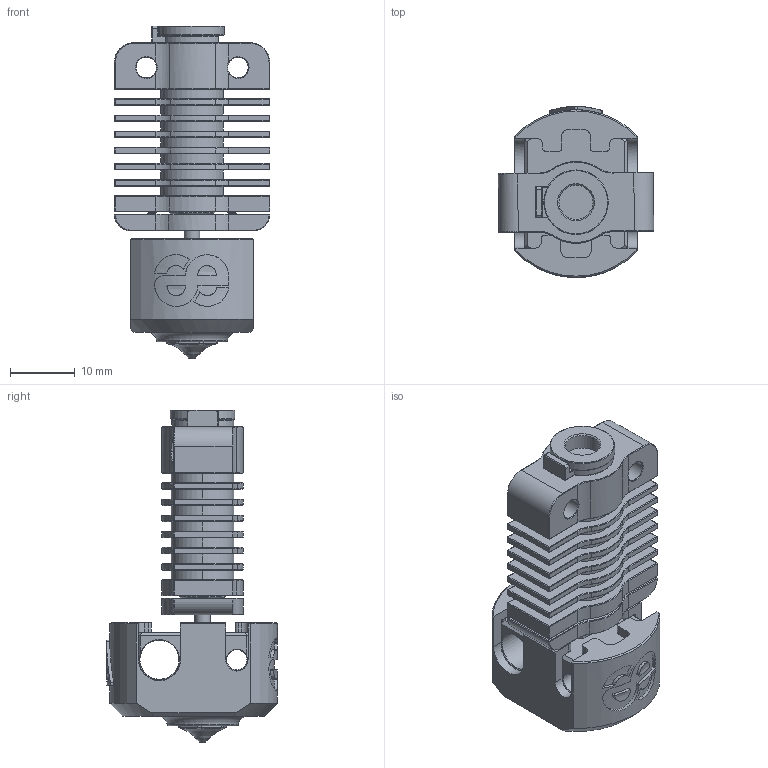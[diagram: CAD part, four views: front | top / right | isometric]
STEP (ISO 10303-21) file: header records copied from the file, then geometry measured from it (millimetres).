
FILE_DESCRIPTION(/* description */ (''),/* implementation_level */ '2;1');
FILE_NAME(/* name */ '方案四实体化模型.stp',/* time_stamp */ '2020-10-31T12:13:12+08:00',/* author */ (''),/* organization */ (''),/* preprocessor_version */ 'ST-DEVELOPER v16',/* originating_system */ 'SIEMENS PLM Software NX 11.0',/* authorisation */ '');
FILE_SCHEMA (('AUTOMOTIVE_DESIGN { 1 0 10303 214 3 1 1 1 }'));
Length unit declared in the file: millimetre
Products named in the file (1): 方案四实体化模型
Bounding box: 24.08 x 26.5 x 51.45 mm (x, y, z)
Volume: 10134.5 mm3; surface area: 10583.4 mm2
Topology: 12 solids, 12 shells, 926 faces, 2269 edges, 1393 vertices
Faces by surface type: plane 467, cylinder 201, cone 124, bspline 96, torus 16, extrusion 15, sphere 7
Full cylindrical faces by diameter (mm): 1.4 x2, 1.5 x2, 2.4 x1, 2.6 x2, 2.9 x2, 3 x2, 3.1 x1, 4 x1, 4.85 x1, 5.3 x1, 6.05 x1, 6.3 x1, 7.9 x1, 10 x1
Entity records: 38692 total; most frequent: CARTESIAN_POINT 18277, ORIENTED_EDGE 4402, DIRECTION 3743, EDGE_CURVE 2201, VERTEX_POINT 1378, AXIS2_PLACEMENT_3D 1294, VECTOR 1155, LINE 1140
